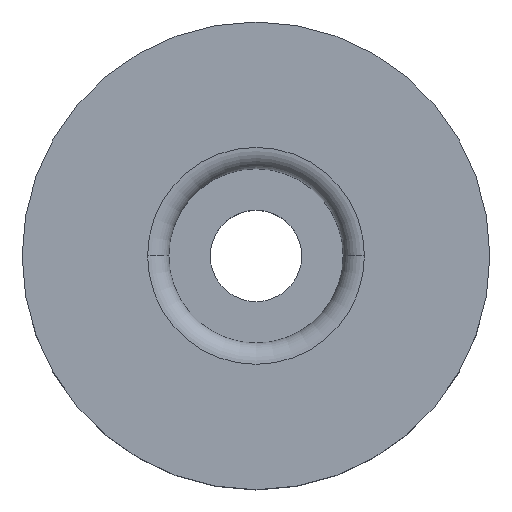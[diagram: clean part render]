
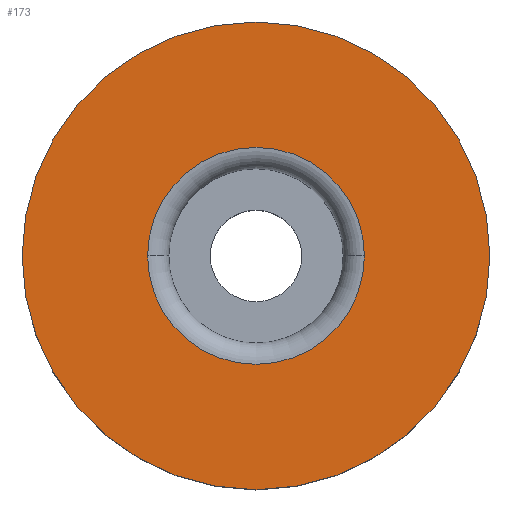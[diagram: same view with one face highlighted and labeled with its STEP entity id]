
A CAD part, top view. The second image highlights one B-rep face of the part: STEP entity #173.
In plain terms, the highlighted planar face has unit normal (0, 0, 1).
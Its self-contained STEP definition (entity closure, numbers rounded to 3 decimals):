
#1 = CARTESIAN_POINT ( 'NONE',  ( 0., 0., 7. ) ) ;
#24 = DIRECTION ( 'NONE',  ( 0., 0., 1. ) ) ;
#34 = VERTEX_POINT ( 'NONE', #102 ) ;
#39 = CIRCLE ( 'NONE', #253, 5.1 ) ;
#61 = CIRCLE ( 'NONE', #75, 5.1 ) ;
#63 = EDGE_LOOP ( 'NONE', ( #274, #80 ) ) ;
#75 = AXIS2_PLACEMENT_3D ( 'NONE', #1, #290, #373 ) ;
#76 = CARTESIAN_POINT ( 'NONE',  ( 0., 0., 7. ) ) ;
#80 = ORIENTED_EDGE ( 'NONE', *, *, #162, .T. ) ;
#102 = CARTESIAN_POINT ( 'NONE',  ( 11., 0., 7. ) ) ;
#119 = VERTEX_POINT ( 'NONE', #219 ) ;
#138 = EDGE_CURVE ( 'NONE', #34, #119, #306, .T. ) ;
#140 = VERTEX_POINT ( 'NONE', #149 ) ;
#149 = CARTESIAN_POINT ( 'NONE',  ( -5.1, 0., 7. ) ) ;
#158 = AXIS2_PLACEMENT_3D ( 'NONE', #231, #24, #322 ) ;
#162 = EDGE_CURVE ( 'NONE', #140, #250, #61, .T. ) ;
#169 = CARTESIAN_POINT ( 'NONE',  ( 0., 0., 7. ) ) ;
#173 = ADVANCED_FACE ( 'NONE', ( #292, #225 ), #340, .T. ) ;
#180 = DIRECTION ( 'NONE',  ( 0., 0., -1. ) ) ;
#187 = EDGE_CURVE ( 'NONE', #119, #34, #336, .T. ) ;
#191 = DIRECTION ( 'NONE',  ( 0., 0., 1. ) ) ;
#195 = ORIENTED_EDGE ( 'NONE', *, *, #187, .T. ) ;
#205 = CARTESIAN_POINT ( 'NONE',  ( 5.1, 0., 7. ) ) ;
#219 = CARTESIAN_POINT ( 'NONE',  ( -11., 0., 7. ) ) ;
#225 = FACE_OUTER_BOUND ( 'NONE', #297, .T. ) ;
#231 = CARTESIAN_POINT ( 'NONE',  ( 0., 0., 7. ) ) ;
#238 = EDGE_CURVE ( 'NONE', #250, #140, #39, .T. ) ;
#250 = VERTEX_POINT ( 'NONE', #205 ) ;
#253 = AXIS2_PLACEMENT_3D ( 'NONE', #261, #180, #376 ) ;
#260 = ORIENTED_EDGE ( 'NONE', *, *, #138, .T. ) ;
#261 = CARTESIAN_POINT ( 'NONE',  ( 0., 0., 7. ) ) ;
#272 = AXIS2_PLACEMENT_3D ( 'NONE', #76, #191, #309 ) ;
#274 = ORIENTED_EDGE ( 'NONE', *, *, #238, .T. ) ;
#290 = DIRECTION ( 'NONE',  ( 0., 0., -1. ) ) ;
#292 = FACE_BOUND ( 'NONE', #63, .T. ) ;
#297 = EDGE_LOOP ( 'NONE', ( #195, #260 ) ) ;
#306 = CIRCLE ( 'NONE', #272, 11. ) ;
#309 = DIRECTION ( 'NONE',  ( 1., 0., 0. ) ) ;
#322 = DIRECTION ( 'NONE',  ( 1., 0., 0. ) ) ;
#336 = CIRCLE ( 'NONE', #158, 11. ) ;
#340 = PLANE ( 'NONE',  #352 ) ;
#348 = DIRECTION ( 'NONE',  ( 1., 0., 0. ) ) ;
#352 = AXIS2_PLACEMENT_3D ( 'NONE', #169, #380, #348 ) ;
#373 = DIRECTION ( 'NONE',  ( 1., 0., 0. ) ) ;
#376 = DIRECTION ( 'NONE',  ( 1., 0., 0. ) ) ;
#380 = DIRECTION ( 'NONE',  ( 0., 0., 1. ) ) ;
